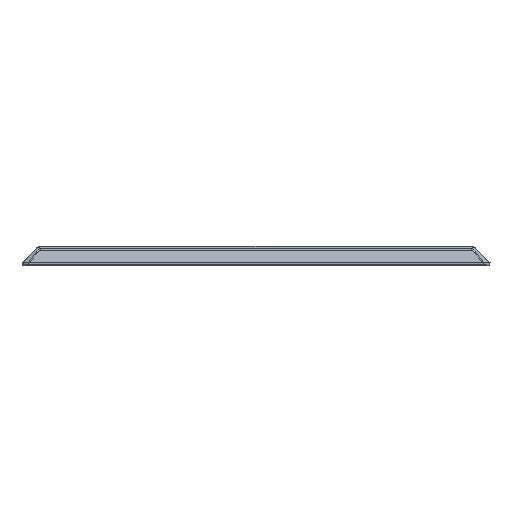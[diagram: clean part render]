
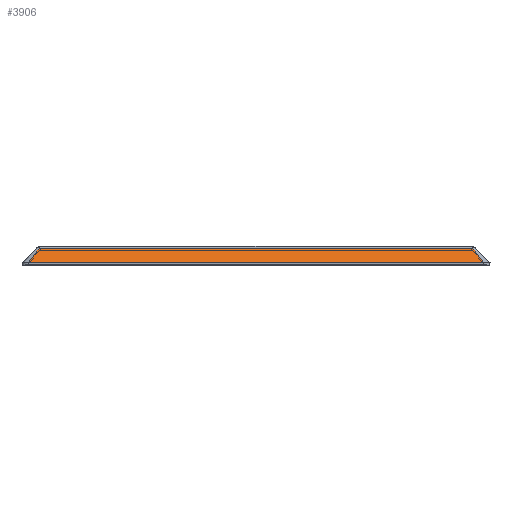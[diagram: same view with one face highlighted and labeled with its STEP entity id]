
A CAD part, left-side view. The second image highlights one B-rep face of the part: STEP entity #3906.
In plain terms, the highlighted planar face has unit normal (-0.707, 0, 0.707).
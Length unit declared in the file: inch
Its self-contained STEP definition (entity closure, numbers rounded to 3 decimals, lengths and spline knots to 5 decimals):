
#152 = VERTEX_POINT ( 'NONE', #173 ) ;
#173 = CARTESIAN_POINT ( 'NONE',  ( -5.906, -2.18993, -0.15736 ) ) ;
#250 = B_SPLINE_CURVE_WITH_KNOTS ( 'NONE', 3,
 ( #3858, #3783, #686, #1093 ),
 .UNSPECIFIED., .F., .F.,
 ( 4, 4 ),
 ( -0.03442, -0.02874 ),
 .UNSPECIFIED. ) ;
#377 = CARTESIAN_POINT ( 'NONE',  ( -5.76624, 2.08196, -0.0176 ) ) ;
#442 = CARTESIAN_POINT ( 'NONE',  ( -5.86256, 2.14763, -0.11392 ) ) ;
#686 = CARTESIAN_POINT ( 'NONE',  ( -5.80929, -2.12501, -0.06065 ) ) ;
#788 = FACE_OUTER_BOUND ( 'NONE', #3199, .T. ) ;
#906 = LINE ( 'NONE', #3240, #1650 ) ;
#907 = CARTESIAN_POINT ( 'NONE',  ( -5.80929, 2.12501, -0.06065 ) ) ;
#927 = VERTEX_POINT ( 'NONE', #2061 ) ;
#1093 = CARTESIAN_POINT ( 'NONE',  ( -5.76624, -2.08196, -0.0176 ) ) ;
#1650 = VECTOR ( 'NONE', #4011, 39.37008 ) ;
#1715 = B_SPLINE_CURVE_WITH_KNOTS ( 'NONE', 3,
 ( #4447, #907, #442, #2497 ),
 .UNSPECIFIED., .F., .F.,
 ( 4, 4 ),
 ( -0.04611, -0.04043 ),
 .UNSPECIFIED. ) ;
#1831 = VERTEX_POINT ( 'NONE', #3155 ) ;
#2061 = CARTESIAN_POINT ( 'NONE',  ( -5.76624, -2.08196, -0.0176 ) ) ;
#2075 = CARTESIAN_POINT ( 'NONE',  ( -5.76624, 2.25, -0.0176 ) ) ;
#2288 = EDGE_CURVE ( 'NONE', #4546, #1831, #1715, .T. ) ;
#2372 = PLANE ( 'NONE',  #2725 ) ;
#2491 = LINE ( 'NONE', #2075, #3549 ) ;
#2497 = CARTESIAN_POINT ( 'NONE',  ( -5.906, 2.18993, -0.15736 ) ) ;
#2606 = EDGE_CURVE ( 'NONE', #4546, #927, #2491, .T. ) ;
#2725 = AXIS2_PLACEMENT_3D ( 'NONE', #3195, #3940, #2806 ) ;
#2806 = DIRECTION ( 'NONE',  ( 0.707, 0., 0.707 ) ) ;
#2935 = ORIENTED_EDGE ( 'NONE', *, *, #2606, .F. ) ;
#3155 = CARTESIAN_POINT ( 'NONE',  ( -5.906, 2.18993, -0.15736 ) ) ;
#3176 = EDGE_CURVE ( 'NONE', #1831, #152, #906, .T. ) ;
#3195 = CARTESIAN_POINT ( 'NONE',  ( -2.87432, 2.25, 2.87432 ) ) ;
#3199 = EDGE_LOOP ( 'NONE', ( #3303, #4048, #2935, #4215 ) ) ;
#3240 = CARTESIAN_POINT ( 'NONE',  ( -5.906, 2.25, -0.15736 ) ) ;
#3303 = ORIENTED_EDGE ( 'NONE', *, *, #3176, .T. ) ;
#3549 = VECTOR ( 'NONE', #3649, 39.37008 ) ;
#3649 = DIRECTION ( 'NONE',  ( 0., -1., 0. ) ) ;
#3751 = EDGE_CURVE ( 'NONE', #152, #927, #250, .T. ) ;
#3783 = CARTESIAN_POINT ( 'NONE',  ( -5.86256, -2.14763, -0.11392 ) ) ;
#3858 = CARTESIAN_POINT ( 'NONE',  ( -5.906, -2.18993, -0.15736 ) ) ;
#3906 = ADVANCED_FACE ( 'NONE', ( #788 ), #2372, .T. ) ;
#3940 = DIRECTION ( 'NONE',  ( -0.707, 0., 0.707 ) ) ;
#4011 = DIRECTION ( 'NONE',  ( 0., -1., 0. ) ) ;
#4048 = ORIENTED_EDGE ( 'NONE', *, *, #3751, .T. ) ;
#4215 = ORIENTED_EDGE ( 'NONE', *, *, #2288, .T. ) ;
#4447 = CARTESIAN_POINT ( 'NONE',  ( -5.76624, 2.08196, -0.0176 ) ) ;
#4546 = VERTEX_POINT ( 'NONE', #377 ) ;
